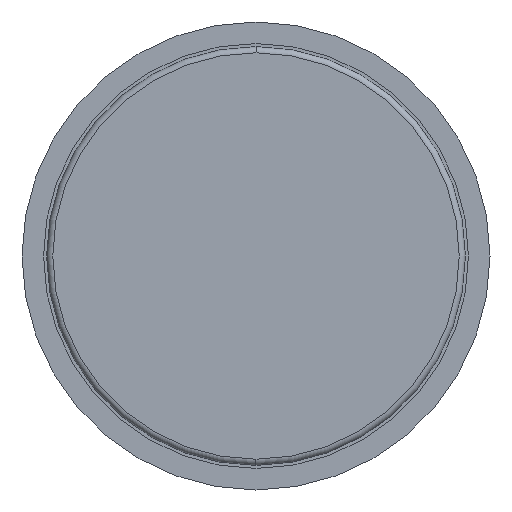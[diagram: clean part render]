
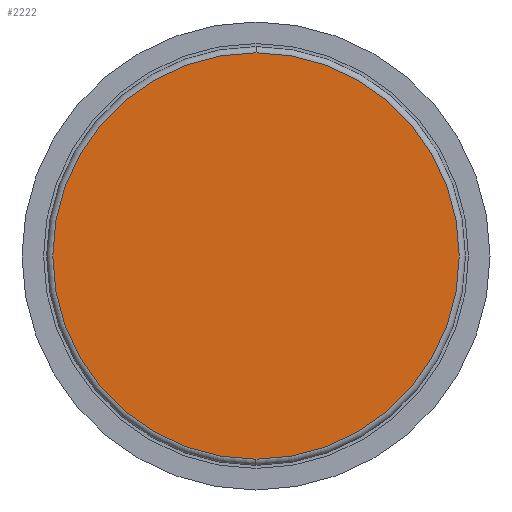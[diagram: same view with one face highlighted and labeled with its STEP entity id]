
A CAD part, front view. The second image highlights one B-rep face of the part: STEP entity #2222.
In plain terms, the highlighted planar face has unit normal (0, -1, 0).
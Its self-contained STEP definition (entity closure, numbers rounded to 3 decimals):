
#248 = DIRECTION ( 'NONE',  ( 0., 0., 1. ) ) ;
#425 = PLANE ( 'NONE',  #3023 ) ;
#517 = AXIS2_PLACEMENT_3D ( 'NONE', #3162, #2708, #248 ) ;
#636 = CARTESIAN_POINT ( 'NONE',  ( 0., 0., 0. ) ) ;
#650 = CARTESIAN_POINT ( 'NONE',  ( 0., 0., 33. ) ) ;
#686 = DIRECTION ( 'NONE',  ( 0., -1., 0. ) ) ;
#740 = AXIS2_PLACEMENT_3D ( 'NONE', #636, #3089, #1621 ) ;
#1259 = EDGE_CURVE ( 'NONE', #1812, #2018, #2578, .T. ) ;
#1514 = EDGE_CURVE ( 'NONE', #2018, #1812, #2379, .T. ) ;
#1621 = DIRECTION ( 'NONE',  ( 0., 0., 1. ) ) ;
#1663 = EDGE_LOOP ( 'NONE', ( #2113, #3115 ) ) ;
#1740 = CARTESIAN_POINT ( 'NONE',  ( 0., 0., -33. ) ) ;
#1812 = VERTEX_POINT ( 'NONE', #1740 ) ;
#1945 = DIRECTION ( 'NONE',  ( 1., 0., 0. ) ) ;
#2018 = VERTEX_POINT ( 'NONE', #650 ) ;
#2113 = ORIENTED_EDGE ( 'NONE', *, *, #1514, .T. ) ;
#2222 = ADVANCED_FACE ( 'NONE', ( #3157 ), #425, .T. ) ;
#2379 = CIRCLE ( 'NONE', #740, 33. ) ;
#2392 = CARTESIAN_POINT ( 'NONE',  ( -33.366, 0., -33. ) ) ;
#2578 = CIRCLE ( 'NONE', #517, 33. ) ;
#2708 = DIRECTION ( 'NONE',  ( 0., -1., 0. ) ) ;
#3023 = AXIS2_PLACEMENT_3D ( 'NONE', #2392, #686, #1945 ) ;
#3089 = DIRECTION ( 'NONE',  ( 0., -1., 0. ) ) ;
#3115 = ORIENTED_EDGE ( 'NONE', *, *, #1259, .T. ) ;
#3157 = FACE_OUTER_BOUND ( 'NONE', #1663, .T. ) ;
#3162 = CARTESIAN_POINT ( 'NONE',  ( 0., 0., 0. ) ) ;
